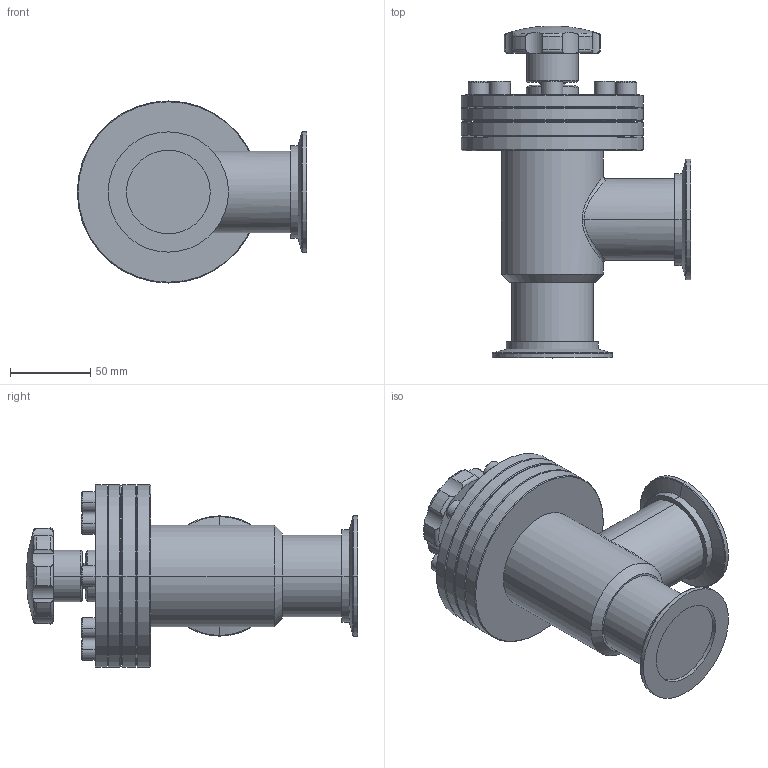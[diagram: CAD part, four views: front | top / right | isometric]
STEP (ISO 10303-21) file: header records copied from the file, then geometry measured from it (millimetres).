
FILE_DESCRIPTION (( 'STEP AP214' ), '1' );
FILE_NAME ('300614010016.STEP', '2021-04-26T08:57:02', ( 'admin' ), ( '' ), 'SwSTEP 2.0', 'SolidWorks 2018', '' );
FILE_SCHEMA (( 'AUTOMOTIVE_DESIGN' ));
Length unit declared in the file: millimetre
Products named in the file (1): 300614010016
Bounding box: 143.1 x 207 x 113.6 mm (x, y, z)
Volume: 900716 mm3; surface area: 98038.8 mm2
Topology: 1 solids, 1 shells, 198 faces, 473 edges, 300 vertices
Faces by surface type: cylinder 69, plane 51, cone 40, torus 26, bspline 10, sphere 2
Entity records: 7369 total; most frequent: CARTESIAN_POINT 2717, DIRECTION 992, ORIENTED_EDGE 946, EDGE_CURVE 473, AXIS2_PLACEMENT_3D 398, VERTEX_POINT 300, EDGE_LOOP 221, CIRCLE 209
